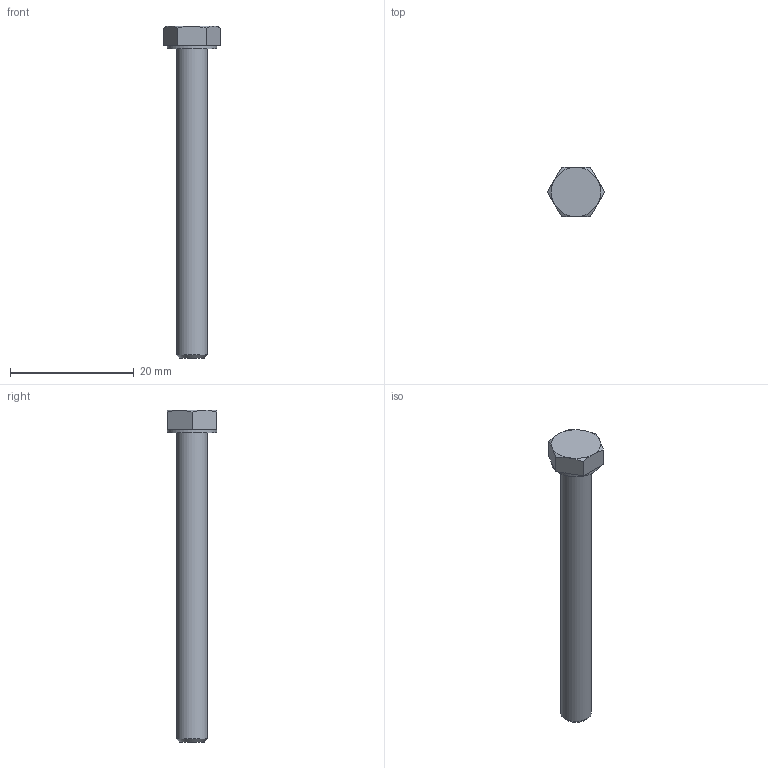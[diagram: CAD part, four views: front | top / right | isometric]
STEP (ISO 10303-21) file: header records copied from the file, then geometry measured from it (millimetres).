
FILE_DESCRIPTION(('FreeCAD Model'),'2;1');
FILE_NAME( 'hexagonal_head_bolt_M5x50.step', '2020-02-17T20:35:49',('Author'),(''), 'Open CASCADE STEP processor 7.3','FreeCAD','Unknown');
FILE_SCHEMA(('AUTOMOTIVE_DESIGN { 1 0 10303 214 1 1 1 1 }'));
Length unit declared in the file: millimetre
Products named in the file (1): VITE_TESTA_ESAGONALE
Bounding box: 9.24 x 8 x 53.65 mm (x, y, z)
Volume: 1179.2 mm3; surface area: 988.7 mm2
Topology: 1 solids, 1 shells, 14 faces, 28 edges, 18 vertices
Faces by surface type: plane 10, cone 2, cylinder 2
Full cylindrical faces by diameter (mm): 5 x1, 8 x1
Entity records: 866 total; most frequent: CARTESIAN_POINT 195, DIRECTION 102, ORIENTED_EDGE 56, PCURVE 56, DEFINITIONAL_REPRESENTATION 56, LINE 43, VECTOR 43, EDGE_CURVE 28
